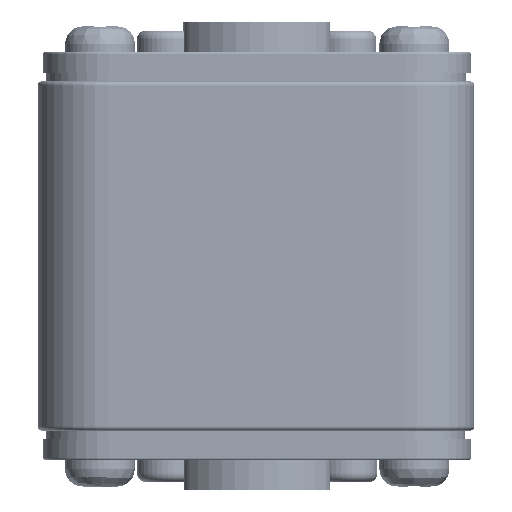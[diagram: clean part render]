
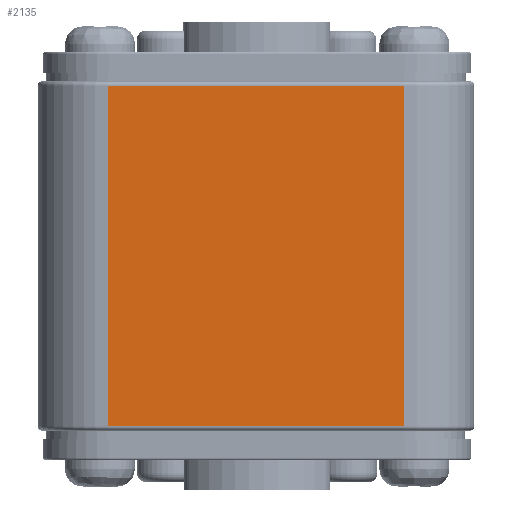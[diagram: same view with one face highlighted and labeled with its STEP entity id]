
A CAD part, front view. The second image highlights one B-rep face of the part: STEP entity #2135.
In plain terms, the highlighted planar face has unit normal (0, -1, 0).
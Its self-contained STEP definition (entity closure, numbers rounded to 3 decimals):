
#2135=ADVANCED_FACE('',(#3767),#3024,.F.);
#3024=PLANE('',#19898);
#3767=FACE_OUTER_BOUND('',#4882,.T.);
#4882=EDGE_LOOP('',(#10960,#10961,#10962,#10963));
#6317=LINE('',#64192,#7746);
#6318=LINE('',#64195,#7747);
#6319=LINE('',#64197,#7748);
#6320=LINE('',#64199,#7749);
#7746=VECTOR('',#23081,1.);
#7747=VECTOR('',#23082,1.);
#7748=VECTOR('',#23083,1.);
#7749=VECTOR('',#23084,1.);
#10960=ORIENTED_EDGE('',*,*,#16967,.T.);
#10961=ORIENTED_EDGE('',*,*,#16968,.T.);
#10962=ORIENTED_EDGE('',*,*,#16969,.F.);
#10963=ORIENTED_EDGE('',*,*,#16970,.T.);
#14730=VERTEX_POINT('',#64193);
#14731=VERTEX_POINT('',#64194);
#14732=VERTEX_POINT('',#64196);
#14733=VERTEX_POINT('',#64198);
#16967=EDGE_CURVE('',#14730,#14731,#6317,.T.);
#16968=EDGE_CURVE('',#14731,#14732,#6318,.T.);
#16969=EDGE_CURVE('',#14733,#14732,#6319,.T.);
#16970=EDGE_CURVE('',#14733,#14730,#6320,.T.);
#19898=AXIS2_PLACEMENT_3D('',#64200,#23085,#23086);
#23081=DIRECTION('',(0.,0.,-1.));
#23082=DIRECTION('',(1.,0.,0.));
#23083=DIRECTION('',(0.,0.,-1.));
#23084=DIRECTION('',(-1.,0.,0.));
#23085=DIRECTION('',(0.,1.,0.));
#23086=DIRECTION('',(-1.,0.,0.));
#64192=CARTESIAN_POINT('',(-42.,0.,40.));
#64193=CARTESIAN_POINT('',(-42.,0.,39.5));
#64194=CARTESIAN_POINT('',(-42.,0.,0.5));
#64195=CARTESIAN_POINT('',(-42.,0.,0.5));
#64196=CARTESIAN_POINT('',(-8.,0.,0.5));
#64197=CARTESIAN_POINT('',(-8.,0.,40.));
#64198=CARTESIAN_POINT('',(-8.,0.,39.5));
#64199=CARTESIAN_POINT('',(-42.,0.,39.5));
#64200=CARTESIAN_POINT('',(-42.,0.,40.));
